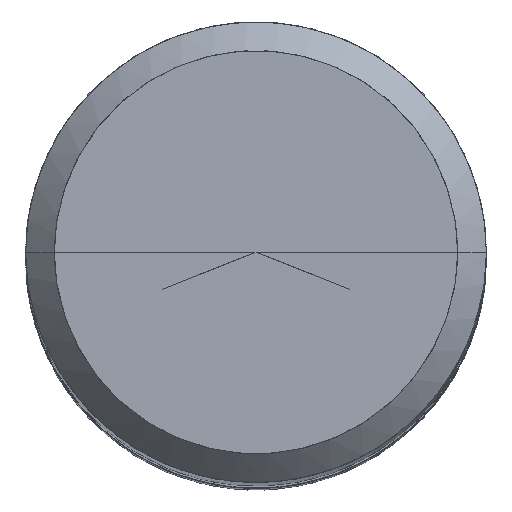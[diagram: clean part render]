
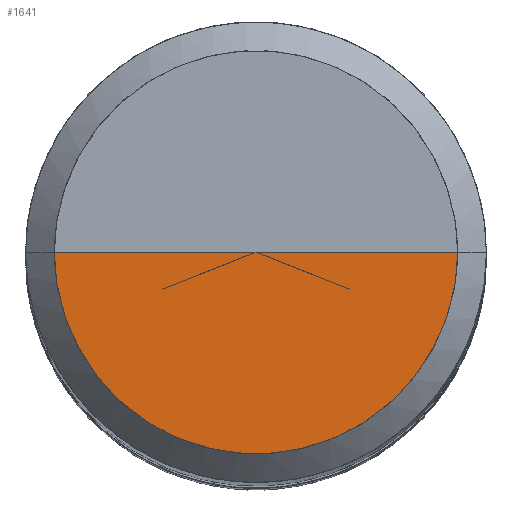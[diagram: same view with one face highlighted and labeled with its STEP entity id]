
A CAD part, top view. The second image highlights one B-rep face of the part: STEP entity #1641.
In plain terms, the highlighted free-form (B-spline) face has degree [1, 2] with [2, 5] control points.
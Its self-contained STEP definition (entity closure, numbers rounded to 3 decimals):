
#1160=CARTESIAN_POINT('',(7.0,0.0,68.3));
#1164=CARTESIAN_POINT('',(-7.0,0.0,68.3));
#1165=CARTESIAN_POINT('',(0.0,0.0,68.3));
#1181=CARTESIAN_POINT('',(-7.0,-7.0,68.3));
#1182=CARTESIAN_POINT('',(0.0,-7.0,68.3));
#1183=CARTESIAN_POINT('',(7.0,-7.0,68.3));
#1626=(
BOUNDED_SURFACE()
B_SPLINE_SURFACE(1,2,(
(#1164,#1181,#1182,#1183,#1160),
(#1165,#1165,#1165,#1165,#1165)
), .UNSPECIFIED.,.F.,.F.,.F.)
B_SPLINE_SURFACE_WITH_KNOTS((2,2),(3,2,3),(
0.0,1.0),(
0.0,0.5,1.0), .UNSPECIFIED.)
GEOMETRIC_REPRESENTATION_ITEM()
RATIONAL_B_SPLINE_SURFACE(((1.0,0.707,1.0,0.707,1.0),
(1.0,0.707,1.0,0.707,1.0)
))
REPRESENTATION_ITEM('')
SURFACE()
);
#1627=(
BOUNDED_CURVE()
B_SPLINE_CURVE(2,(#1160,#1183,#1182,#1181,#1164),.UNSPECIFIED.,.F.,.F.)
B_SPLINE_CURVE_WITH_KNOTS((3,2,3),
(0.0,0.5,1.0),.UNSPECIFIED.)
CURVE()
GEOMETRIC_REPRESENTATION_ITEM()
RATIONAL_B_SPLINE_CURVE((1.0,0.707,1.0,0.707,1.0))
REPRESENTATION_ITEM('')
);
#1628=(
BOUNDED_CURVE()
B_SPLINE_CURVE(1,(#1164,#1165),.UNSPECIFIED.,.F.,.F.)
B_SPLINE_CURVE_WITH_KNOTS((2,2),
(0.0,1.0),.UNSPECIFIED.)
CURVE()
GEOMETRIC_REPRESENTATION_ITEM()
RATIONAL_B_SPLINE_CURVE((1.0,1.0))
REPRESENTATION_ITEM('')
);
#1629=(
BOUNDED_CURVE()
B_SPLINE_CURVE(1,(#1165,#1160),.UNSPECIFIED.,.F.,.F.)
B_SPLINE_CURVE_WITH_KNOTS((2,2),
(0.0,1.0),.UNSPECIFIED.)
CURVE()
GEOMETRIC_REPRESENTATION_ITEM()
RATIONAL_B_SPLINE_CURVE((1.0,1.0))
REPRESENTATION_ITEM('')
);
#1630=VERTEX_POINT('',#1160);
#1631=VERTEX_POINT('',#1164);
#1632=VERTEX_POINT('',#1165);
#1633=EDGE_CURVE('',#1630,#1631,#1627,.T.);
#1634=EDGE_CURVE('',#1631,#1632,#1628,.T.);
#1635=EDGE_CURVE('',#1632,#1630,#1629,.T.);
#1636=ORIENTED_EDGE('',*,*,#1633,.T.);
#1637=ORIENTED_EDGE('',*,*,#1634,.T.);
#1638=ORIENTED_EDGE('',*,*,#1635,.T.);
#1639=EDGE_LOOP('',(#1636,#1637,#1638));
#1640=FACE_OUTER_BOUND('',#1639,.T.);
#1641=ADVANCED_FACE('',(#1640),#1626,.T.);
